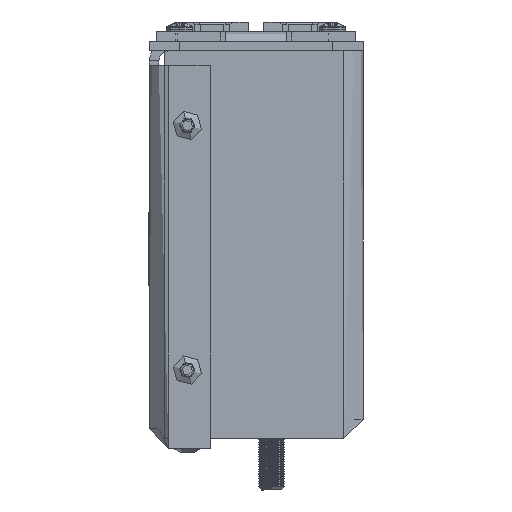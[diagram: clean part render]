
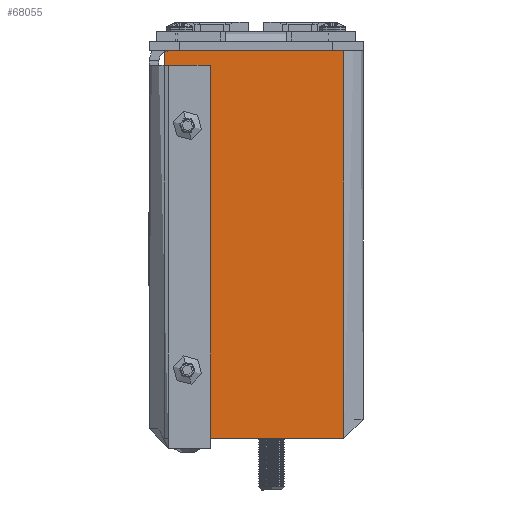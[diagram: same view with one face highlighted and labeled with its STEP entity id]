
A CAD part, left-side view. The second image highlights one B-rep face of the part: STEP entity #68055.
In plain terms, the highlighted planar face has unit normal (-1, 0, 0).
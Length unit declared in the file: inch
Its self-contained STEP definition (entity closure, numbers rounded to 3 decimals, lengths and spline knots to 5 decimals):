
#1657 = DIRECTION ( 'NONE',  ( 0., 1., 0. ) ) ;
#8505 = ORIENTED_EDGE ( 'NONE', *, *, #75676, .T. ) ;
#8798 = EDGE_LOOP ( 'NONE', ( #8505, #72129, #80347, #99302 ) ) ;
#9925 = DIRECTION ( 'NONE',  ( 0., 0., -1. ) ) ;
#10649 = CARTESIAN_POINT ( 'NONE',  ( -8.4835, 1.625, 1.5855 ) ) ;
#16736 = CARTESIAN_POINT ( 'NONE',  ( -8.4835, 1.4375, 0.974 ) ) ;
#21331 = FACE_BOUND ( 'NONE', #89042, .T. ) ;
#24198 = CARTESIAN_POINT ( 'NONE',  ( -8.4835, 1.625, -1.5855 ) ) ;
#26322 = LINE ( 'NONE', #79332, #107194 ) ;
#30913 = DIRECTION ( 'NONE',  ( 0., -1., 0. ) ) ;
#32673 = CARTESIAN_POINT ( 'NONE',  ( -8.4835, 0.15748, 1.5855 ) ) ;
#33318 = VERTEX_POINT ( 'NONE', #94378 ) ;
#38966 = VECTOR ( 'NONE', #9925, 39.37008 ) ;
#38999 = CARTESIAN_POINT ( 'NONE',  ( -8.4835, 1.625, -1.5855 ) ) ;
#40377 = VERTEX_POINT ( 'NONE', #32673 ) ;
#43042 = EDGE_CURVE ( 'NONE', #52183, #109279, #97552, .T. ) ;
#44848 = CIRCLE ( 'NONE', #67772, 0.0625 ) ;
#46311 = CARTESIAN_POINT ( 'NONE',  ( -8.4835, 1.375, 0.974 ) ) ;
#47476 = EDGE_LOOP ( 'NONE', ( #84800, #80952 ) ) ;
#48701 = DIRECTION ( 'NONE',  ( 0., 1., 0. ) ) ;
#50394 = CARTESIAN_POINT ( 'NONE',  ( -8.4835, 1.375, -1.026 ) ) ;
#52183 = VERTEX_POINT ( 'NONE', #52824 ) ;
#52824 = CARTESIAN_POINT ( 'NONE',  ( -8.4835, 0.15748, -1.5855 ) ) ;
#53724 = VECTOR ( 'NONE', #1657, 39.37008 ) ;
#54742 = CARTESIAN_POINT ( 'NONE',  ( -8.4835, 1.4375, -1.026 ) ) ;
#57953 = DIRECTION ( 'NONE',  ( -1., 0., 0. ) ) ;
#60111 = EDGE_CURVE ( 'NONE', #67283, #104137, #44848, .T. ) ;
#61885 = EDGE_CURVE ( 'NONE', #40377, #52183, #91992, .T. ) ;
#62145 = DIRECTION ( 'NONE',  ( 0., 0., -1. ) ) ;
#62558 = DIRECTION ( 'NONE',  ( 0., 1., 0. ) ) ;
#65916 = ORIENTED_EDGE ( 'NONE', *, *, #103064, .F. ) ;
#67283 = VERTEX_POINT ( 'NONE', #46311 ) ;
#67772 = AXIS2_PLACEMENT_3D ( 'NONE', #16736, #106791, #88079 ) ;
#68055 = ADVANCED_FACE ( 'NONE', ( #68793, #21331, #113448 ), #83826, .F. ) ;
#68793 = FACE_BOUND ( 'NONE', #47476, .T. ) ;
#69574 = CIRCLE ( 'NONE', #95440, 0.0625 ) ;
#70416 = CIRCLE ( 'NONE', #110105, 0.0625 ) ;
#72129 = ORIENTED_EDGE ( 'NONE', *, *, #43042, .F. ) ;
#72607 = VERTEX_POINT ( 'NONE', #50394 ) ;
#72917 = CIRCLE ( 'NONE', #78304, 0.0625 ) ;
#73828 = VECTOR ( 'NONE', #62558, 39.37008 ) ;
#74691 = LINE ( 'NONE', #10649, #53724 ) ;
#75361 = DIRECTION ( 'NONE',  ( -1., 0., 0. ) ) ;
#75676 = EDGE_CURVE ( 'NONE', #110563, #109279, #26322, .T. ) ;
#77864 = CARTESIAN_POINT ( 'NONE',  ( -8.4835, 0.15748, -1.5855 ) ) ;
#78304 = AXIS2_PLACEMENT_3D ( 'NONE', #111332, #57953, #82904 ) ;
#79070 = AXIS2_PLACEMENT_3D ( 'NONE', #38999, #110346, #48701 ) ;
#79332 = CARTESIAN_POINT ( 'NONE',  ( -8.4835, 1.625, -1.5855 ) ) ;
#80347 = ORIENTED_EDGE ( 'NONE', *, *, #61885, .F. ) ;
#80952 = ORIENTED_EDGE ( 'NONE', *, *, #105857, .F. ) ;
#81669 = CARTESIAN_POINT ( 'NONE',  ( -8.4835, 0.15748, -1.5855 ) ) ;
#81685 = DIRECTION ( 'NONE',  ( -1., 0., 0. ) ) ;
#82904 = DIRECTION ( 'NONE',  ( 0., -1., 0. ) ) ;
#83826 = PLANE ( 'NONE',  #79070 ) ;
#84800 = ORIENTED_EDGE ( 'NONE', *, *, #60111, .F. ) ;
#86868 = CARTESIAN_POINT ( 'NONE',  ( -8.4835, 1.5, 0.974 ) ) ;
#88079 = DIRECTION ( 'NONE',  ( 0., -1., 0. ) ) ;
#89042 = EDGE_LOOP ( 'NONE', ( #112248, #65916 ) ) ;
#90236 = DIRECTION ( 'NONE',  ( 0., -1., 0. ) ) ;
#90320 = EDGE_CURVE ( 'NONE', #40377, #110563, #74691, .T. ) ;
#91992 = LINE ( 'NONE', #81669, #38966 ) ;
#94378 = CARTESIAN_POINT ( 'NONE',  ( -8.4835, 1.5, -1.026 ) ) ;
#94591 = EDGE_CURVE ( 'NONE', #72607, #33318, #72917, .T. ) ;
#95440 = AXIS2_PLACEMENT_3D ( 'NONE', #101847, #75361, #30913 ) ;
#97552 = LINE ( 'NONE', #77864, #73828 ) ;
#99302 = ORIENTED_EDGE ( 'NONE', *, *, #90320, .T. ) ;
#101847 = CARTESIAN_POINT ( 'NONE',  ( -8.4835, 1.4375, 0.974 ) ) ;
#103064 = EDGE_CURVE ( 'NONE', #33318, #72607, #70416, .T. ) ;
#104137 = VERTEX_POINT ( 'NONE', #86868 ) ;
#105857 = EDGE_CURVE ( 'NONE', #104137, #67283, #69574, .T. ) ;
#106791 = DIRECTION ( 'NONE',  ( -1., 0., 0. ) ) ;
#107194 = VECTOR ( 'NONE', #62145, 39.37008 ) ;
#109279 = VERTEX_POINT ( 'NONE', #24198 ) ;
#110105 = AXIS2_PLACEMENT_3D ( 'NONE', #54742, #81685, #90236 ) ;
#110312 = CARTESIAN_POINT ( 'NONE',  ( -8.4835, 1.625, 1.5855 ) ) ;
#110346 = DIRECTION ( 'NONE',  ( 1., 0., 0. ) ) ;
#110563 = VERTEX_POINT ( 'NONE', #110312 ) ;
#111332 = CARTESIAN_POINT ( 'NONE',  ( -8.4835, 1.4375, -1.026 ) ) ;
#112248 = ORIENTED_EDGE ( 'NONE', *, *, #94591, .F. ) ;
#113448 = FACE_OUTER_BOUND ( 'NONE', #8798, .T. ) ;
